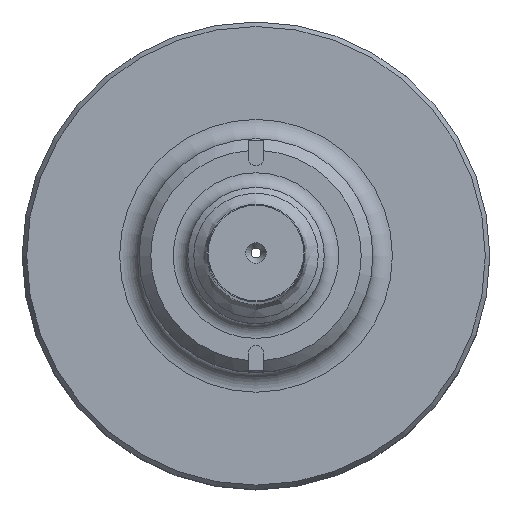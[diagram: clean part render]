
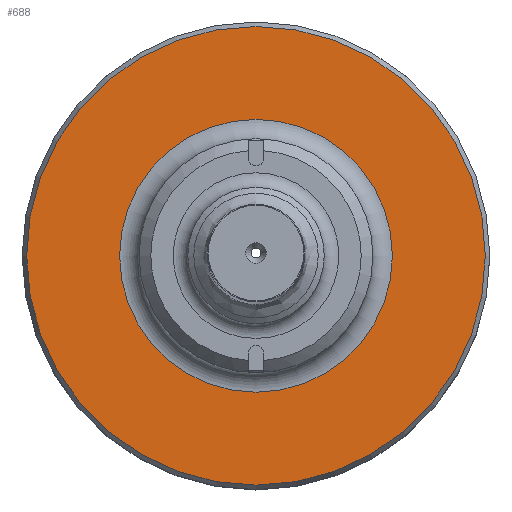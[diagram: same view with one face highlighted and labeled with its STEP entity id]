
A CAD part, top view. The second image highlights one B-rep face of the part: STEP entity #688.
In plain terms, the highlighted planar face has unit normal (0, 0, 1).
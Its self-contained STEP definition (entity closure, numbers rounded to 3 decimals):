
#133 = AXIS2_PLACEMENT_3D ( 'NONE', #1647, #2502, #697 ) ;
#494 = CARTESIAN_POINT ( 'NONE',  ( 12., 0., -6.1 ) ) ;
#577 = VERTEX_POINT ( 'NONE', #1609 ) ;
#580 = EDGE_CURVE ( 'NONE', #3476, #3476, #1014, .T. ) ;
#635 = FACE_BOUND ( 'NONE', #1262, .T. ) ;
#688 = ADVANCED_FACE ( 'NONE', ( #635, #3822 ), #2283, .F. ) ;
#693 = EDGE_LOOP ( 'NONE', ( #3488 ) ) ;
#697 = DIRECTION ( 'NONE',  ( -1., 0., 0. ) ) ;
#789 = DIRECTION ( 'NONE',  ( 0., 0., -1. ) ) ;
#1014 = CIRCLE ( 'NONE', #133, 23.538 ) ;
#1262 = EDGE_LOOP ( 'NONE', ( #2080 ) ) ;
#1358 = DIRECTION ( 'NONE',  ( -1., 0., 0. ) ) ;
#1389 = CIRCLE ( 'NONE', #3005, 14. ) ;
#1500 = AXIS2_PLACEMENT_3D ( 'NONE', #494, #789, #1358 ) ;
#1609 = CARTESIAN_POINT ( 'NONE',  ( -14., 0., -6.1 ) ) ;
#1647 = CARTESIAN_POINT ( 'NONE',  ( 0., 0., -6.1 ) ) ;
#1879 = CARTESIAN_POINT ( 'NONE',  ( 0., 0., -6.1 ) ) ;
#2080 = ORIENTED_EDGE ( 'NONE', *, *, #3008, .T. ) ;
#2283 = PLANE ( 'NONE',  #1500 ) ;
#2471 = DIRECTION ( 'NONE',  ( 0., 0., -1. ) ) ;
#2502 = DIRECTION ( 'NONE',  ( 0., 0., 1. ) ) ;
#2751 = CARTESIAN_POINT ( 'NONE',  ( -23.538, 0., -6.1 ) ) ;
#3005 = AXIS2_PLACEMENT_3D ( 'NONE', #1879, #2471, #3675 ) ;
#3008 = EDGE_CURVE ( 'NONE', #577, #577, #1389, .T. ) ;
#3476 = VERTEX_POINT ( 'NONE', #2751 ) ;
#3488 = ORIENTED_EDGE ( 'NONE', *, *, #580, .T. ) ;
#3675 = DIRECTION ( 'NONE',  ( -1., 0., 0. ) ) ;
#3822 = FACE_OUTER_BOUND ( 'NONE', #693, .T. ) ;
